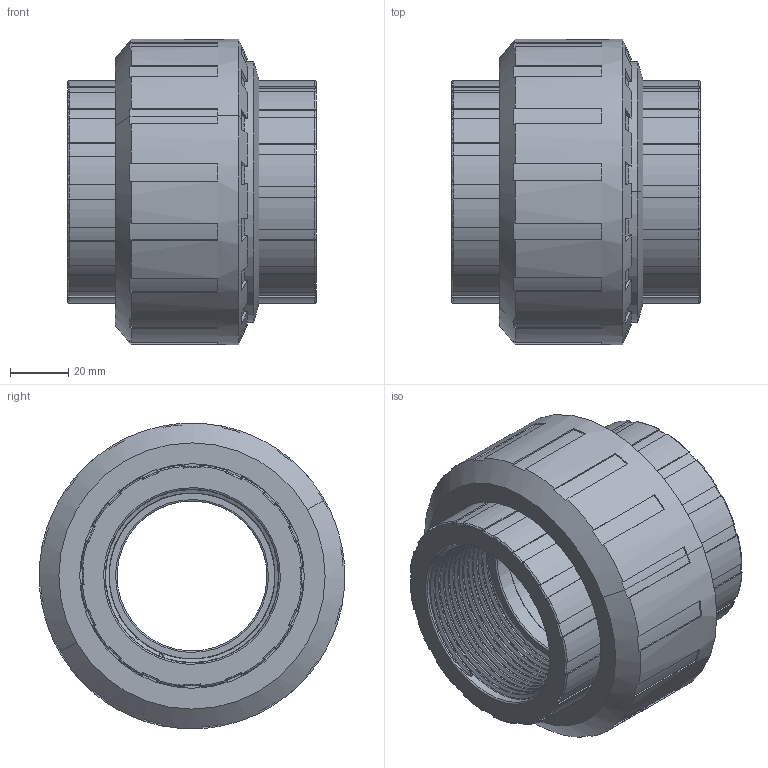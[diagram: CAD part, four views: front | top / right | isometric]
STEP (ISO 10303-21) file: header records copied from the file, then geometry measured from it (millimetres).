
FILE_DESCRIPTION (( 'STEP AP203' ), '1' );
FILE_NAME ('00290_1515.STEP', '2017-05-17T13:37:14', ( '' ), ( '' ), 'SwSTEP 2.0', 'SolidWorks 2011', '' );
FILE_SCHEMA (( 'CONFIG_CONTROL_DESIGN' ));
Products named in the file (5): 00290_1515; 8052332_14; 00291_1515; 00292_1515; 00293_1515
Assembly tree (4 placements, depth 2):
  00290_1515
    8052332_14
    00293_1515
    00291_1515
    00292_1515
Bounding box: 85.3 x 104.8 x 104.8 mm (x, y, z)
Volume: 338277.5 mm3; surface area: 109030.4 mm2
Topology: 4 solids, 4 shells, 547 faces, 1480 edges, 937 vertices
Faces by surface type: cylinder 211, plane 192, torus 94, cone 34, bspline 16
Entity records: 32130 total; most frequent: CARTESIAN_POINT 18802, ORIENTED_EDGE 2942, DIRECTION 2482, EDGE_CURVE 1471, AXIS2_PLACEMENT_3D 972, VERTEX_POINT 937, EDGE_LOOP 560, FACE_OUTER_BOUND 547
